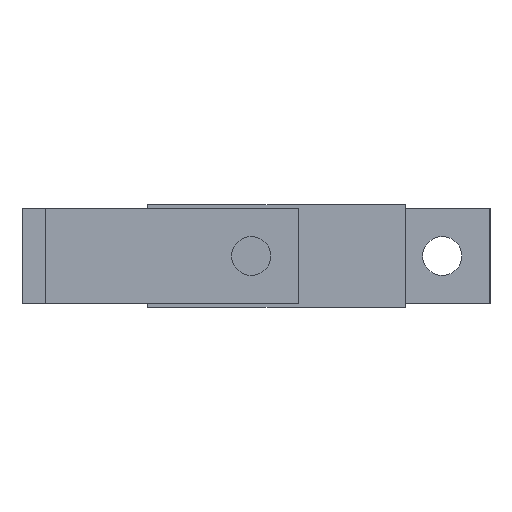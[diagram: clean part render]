
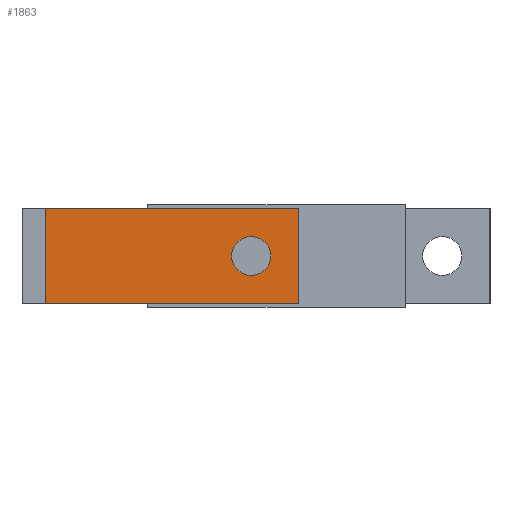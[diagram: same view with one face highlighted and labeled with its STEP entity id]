
A CAD part, left-side view. The second image highlights one B-rep face of the part: STEP entity #1863.
In plain terms, the highlighted planar face has unit normal (-1, 0, 0).
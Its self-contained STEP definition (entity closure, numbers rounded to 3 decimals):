
#1832=AXIS2_PLACEMENT_3D('Plane Axis2P3D',#1829,#1830,#1831) ;
#1847=AXIS2_PLACEMENT_3D('Circle Axis2P3D',#1845,#1846,$) ;
#1856=AXIS2_PLACEMENT_3D('Circle Axis2P3D',#1854,#1855,$) ;
#1730=CARTESIAN_POINT('Line Origine',(-27.5,-42.9,70.)) ;
#1734=CARTESIAN_POINT('Vertex',(-27.5,-42.9,60.)) ;
#1736=CARTESIAN_POINT('Vertex',(-27.5,-42.9,80.)) ;
#1765=CARTESIAN_POINT('Line Origine',(-27.5,-16.4,60.)) ;
#1769=CARTESIAN_POINT('Vertex',(-27.5,10.1,60.)) ;
#1811=CARTESIAN_POINT('Vertex',(-27.5,10.1,80.)) ;
#1814=CARTESIAN_POINT('Line Origine',(-27.5,-16.4,80.)) ;
#1829=CARTESIAN_POINT('Axis2P3D Location',(-27.5,10.1,0.)) ;
#1834=CARTESIAN_POINT('Line Origine',(-27.5,10.1,70.)) ;
#1845=CARTESIAN_POINT('Axis2P3D Location',(-27.5,-32.9,70.)) ;
#1849=CARTESIAN_POINT('Vertex',(-27.5,-32.9,65.9)) ;
#1851=CARTESIAN_POINT('Vertex',(-27.5,-32.9,74.1)) ;
#1854=CARTESIAN_POINT('Axis2P3D Location',(-27.5,-32.9,70.)) ;
#1731=DIRECTION('Vector Direction',(0.,0.,1.)) ;
#1766=DIRECTION('Vector Direction',(0.,-1.,0.)) ;
#1815=DIRECTION('Vector Direction',(0.,-1.,0.)) ;
#1830=DIRECTION('Axis2P3D Direction',(-1.,0.,0.)) ;
#1831=DIRECTION('Axis2P3D XDirection',(0.,-1.,0.)) ;
#1835=DIRECTION('Vector Direction',(0.,0.,1.)) ;
#1846=DIRECTION('Axis2P3D Direction',(-1.,0.,0.)) ;
#1855=DIRECTION('Axis2P3D Direction',(-1.,0.,0.)) ;
#1732=VECTOR('Line Direction',#1731,1.) ;
#1767=VECTOR('Line Direction',#1766,1.) ;
#1816=VECTOR('Line Direction',#1815,1.) ;
#1836=VECTOR('Line Direction',#1835,1.) ;
#1840=ORIENTED_EDGE('',*,*,#1838,.F.) ;
#1841=ORIENTED_EDGE('',*,*,#1771,.T.) ;
#1842=ORIENTED_EDGE('',*,*,#1738,.T.) ;
#1843=ORIENTED_EDGE('',*,*,#1818,.F.) ;
#1860=ORIENTED_EDGE('',*,*,#1853,.F.) ;
#1861=ORIENTED_EDGE('',*,*,#1858,.F.) ;
#1862=FACE_BOUND('',#1859,.T.) ;
#1863=ADVANCED_FACE('Terminali posteriori verticali superiori',(#1844,#1862),#1833,.T.) ;
#1848=CIRCLE('generated circle',#1847,4.1) ;
#1857=CIRCLE('generated circle',#1856,4.1) ;
#1738=EDGE_CURVE('',#1735,#1737,#1733,.T.) ;
#1771=EDGE_CURVE('',#1770,#1735,#1768,.T.) ;
#1818=EDGE_CURVE('',#1812,#1737,#1817,.T.) ;
#1838=EDGE_CURVE('',#1770,#1812,#1837,.T.) ;
#1853=EDGE_CURVE('',#1850,#1852,#1848,.T.) ;
#1858=EDGE_CURVE('',#1852,#1850,#1857,.T.) ;
#1839=EDGE_LOOP('',(#1840,#1841,#1842,#1843)) ;
#1859=EDGE_LOOP('',(#1860,#1861)) ;
#1844=FACE_OUTER_BOUND('',#1839,.T.) ;
#1733=LINE('Line',#1730,#1732) ;
#1768=LINE('Line',#1765,#1767) ;
#1817=LINE('Line',#1814,#1816) ;
#1837=LINE('Line',#1834,#1836) ;
#1833=PLANE('',#1832) ;
#1735=VERTEX_POINT('',#1734) ;
#1737=VERTEX_POINT('',#1736) ;
#1770=VERTEX_POINT('',#1769) ;
#1812=VERTEX_POINT('',#1811) ;
#1850=VERTEX_POINT('',#1849) ;
#1852=VERTEX_POINT('',#1851) ;
